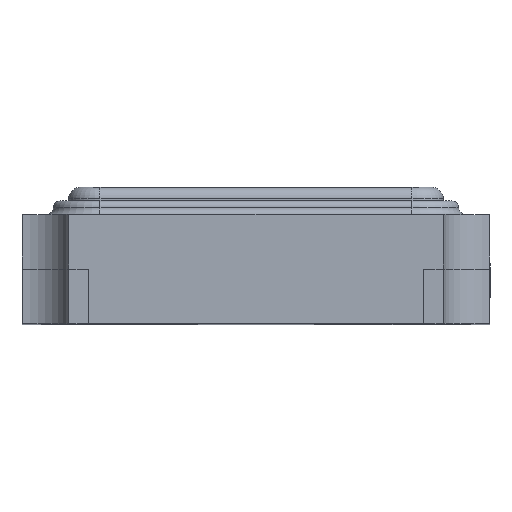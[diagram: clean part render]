
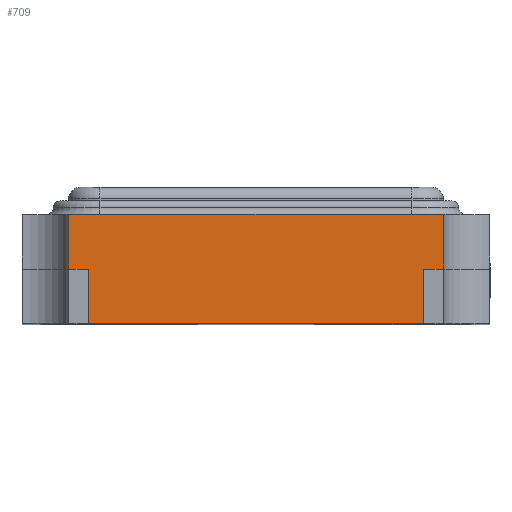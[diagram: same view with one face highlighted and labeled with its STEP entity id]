
A CAD part, top view. The second image highlights one B-rep face of the part: STEP entity #709.
In plain terms, the highlighted planar face has unit normal (0, 0, 1).
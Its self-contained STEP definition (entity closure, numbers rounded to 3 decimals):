
#107 = DIRECTION ( 'NONE',  ( 0., 1., 0. ) ) ;
#127 = CARTESIAN_POINT ( 'NONE',  ( 0.48, 0.14, 0.8 ) ) ;
#129 = CARTESIAN_POINT ( 'NONE',  ( 0.43, 0., 0.8 ) ) ;
#142 = EDGE_CURVE ( 'NONE', #2045, #1672, #3297, .T. ) ;
#157 = VECTOR ( 'NONE', #107, 1000. ) ;
#192 = ORIENTED_EDGE ( 'NONE', *, *, #3389, .T. ) ;
#248 = ORIENTED_EDGE ( 'NONE', *, *, #1497, .F. ) ;
#267 = CARTESIAN_POINT ( 'NONE',  ( 0.48, 0.28, 0.8 ) ) ;
#490 = DIRECTION ( 'NONE',  ( 0., 0., -1. ) ) ;
#523 = CARTESIAN_POINT ( 'NONE',  ( 0.43, 0.14, 0.8 ) ) ;
#538 = LINE ( 'NONE', #2568, #1647 ) ;
#563 = CARTESIAN_POINT ( 'NONE',  ( -0.43, 0.14, 0.8 ) ) ;
#595 = EDGE_CURVE ( 'NONE', #3171, #3251, #2002, .T. ) ;
#650 = VECTOR ( 'NONE', #779, 1000. ) ;
#709 = ADVANCED_FACE ( 'NONE', ( #2926 ), #2606, .F. ) ;
#779 = DIRECTION ( 'NONE',  ( -1., 0., 0. ) ) ;
#872 = DIRECTION ( 'NONE',  ( -1., 0., 0. ) ) ;
#970 = ORIENTED_EDGE ( 'NONE', *, *, #2165, .F. ) ;
#1018 = CARTESIAN_POINT ( 'NONE',  ( 0.43, 0.851, 0.8 ) ) ;
#1047 = EDGE_CURVE ( 'NONE', #1672, #1609, #3213, .T. ) ;
#1071 = CARTESIAN_POINT ( 'NONE',  ( -0.43, 0., 0.8 ) ) ;
#1098 = VERTEX_POINT ( 'NONE', #267 ) ;
#1131 = CARTESIAN_POINT ( 'NONE',  ( -0.6, 2.28, 0.8 ) ) ;
#1229 = CARTESIAN_POINT ( 'NONE',  ( -0.48, 0.14, 0.8 ) ) ;
#1394 = VECTOR ( 'NONE', #2044, 1000. ) ;
#1416 = VERTEX_POINT ( 'NONE', #129 ) ;
#1481 = VECTOR ( 'NONE', #3870, 1000. ) ;
#1497 = EDGE_CURVE ( 'NONE', #3251, #1416, #3705, .T. ) ;
#1566 = EDGE_LOOP ( 'NONE', ( #3828, #1921, #192, #3720, #248, #1591, #970, #1824 ) ) ;
#1591 = ORIENTED_EDGE ( 'NONE', *, *, #595, .F. ) ;
#1609 = VERTEX_POINT ( 'NONE', #2988 ) ;
#1643 = DIRECTION ( 'NONE',  ( 1., 0., 0. ) ) ;
#1647 = VECTOR ( 'NONE', #3780, 1000. ) ;
#1655 = DIRECTION ( 'NONE',  ( 0., -1., 0. ) ) ;
#1672 = VERTEX_POINT ( 'NONE', #1822 ) ;
#1704 = LINE ( 'NONE', #3265, #1394 ) ;
#1708 = CARTESIAN_POINT ( 'NONE',  ( 0.48, 0.14, 0.8 ) ) ;
#1822 = CARTESIAN_POINT ( 'NONE',  ( -0.48, 0.14, 0.8 ) ) ;
#1824 = ORIENTED_EDGE ( 'NONE', *, *, #3394, .F. ) ;
#1921 = ORIENTED_EDGE ( 'NONE', *, *, #142, .F. ) ;
#1927 = CARTESIAN_POINT ( 'NONE',  ( -0.48, 0.28, 0.8 ) ) ;
#1995 = CARTESIAN_POINT ( 'NONE',  ( -0.6, 0., 0.8 ) ) ;
#2002 = LINE ( 'NONE', #1708, #650 ) ;
#2044 = DIRECTION ( 'NONE',  ( 0., -1., 0. ) ) ;
#2045 = VERTEX_POINT ( 'NONE', #563 ) ;
#2165 = EDGE_CURVE ( 'NONE', #1098, #3171, #2426, .T. ) ;
#2206 = LINE ( 'NONE', #1995, #3693 ) ;
#2327 = VECTOR ( 'NONE', #1655, 1000. ) ;
#2410 = VECTOR ( 'NONE', #872, 1000. ) ;
#2426 = LINE ( 'NONE', #3334, #1481 ) ;
#2568 = CARTESIAN_POINT ( 'NONE',  ( -0.6, 0.28, 0.8 ) ) ;
#2606 = PLANE ( 'NONE',  #2805 ) ;
#2693 = DIRECTION ( 'NONE',  ( -1., 0., 0. ) ) ;
#2805 = AXIS2_PLACEMENT_3D ( 'NONE', #1131, #490, #2693 ) ;
#2848 = EDGE_CURVE ( 'NONE', #3662, #1416, #2206, .T. ) ;
#2926 = FACE_OUTER_BOUND ( 'NONE', #1566, .T. ) ;
#2988 = CARTESIAN_POINT ( 'NONE',  ( -0.48, 0.28, 0.8 ) ) ;
#3171 = VERTEX_POINT ( 'NONE', #127 ) ;
#3213 = LINE ( 'NONE', #1927, #157 ) ;
#3251 = VERTEX_POINT ( 'NONE', #523 ) ;
#3265 = CARTESIAN_POINT ( 'NONE',  ( -0.43, 0.851, 0.8 ) ) ;
#3297 = LINE ( 'NONE', #1229, #2410 ) ;
#3334 = CARTESIAN_POINT ( 'NONE',  ( 0.48, 0.28, 0.8 ) ) ;
#3389 = EDGE_CURVE ( 'NONE', #2045, #3662, #1704, .T. ) ;
#3394 = EDGE_CURVE ( 'NONE', #1609, #1098, #538, .T. ) ;
#3662 = VERTEX_POINT ( 'NONE', #1071 ) ;
#3693 = VECTOR ( 'NONE', #1643, 1000. ) ;
#3705 = LINE ( 'NONE', #1018, #2327 ) ;
#3720 = ORIENTED_EDGE ( 'NONE', *, *, #2848, .T. ) ;
#3780 = DIRECTION ( 'NONE',  ( 1., 0., 0. ) ) ;
#3828 = ORIENTED_EDGE ( 'NONE', *, *, #1047, .F. ) ;
#3870 = DIRECTION ( 'NONE',  ( 0., -1., 0. ) ) ;
